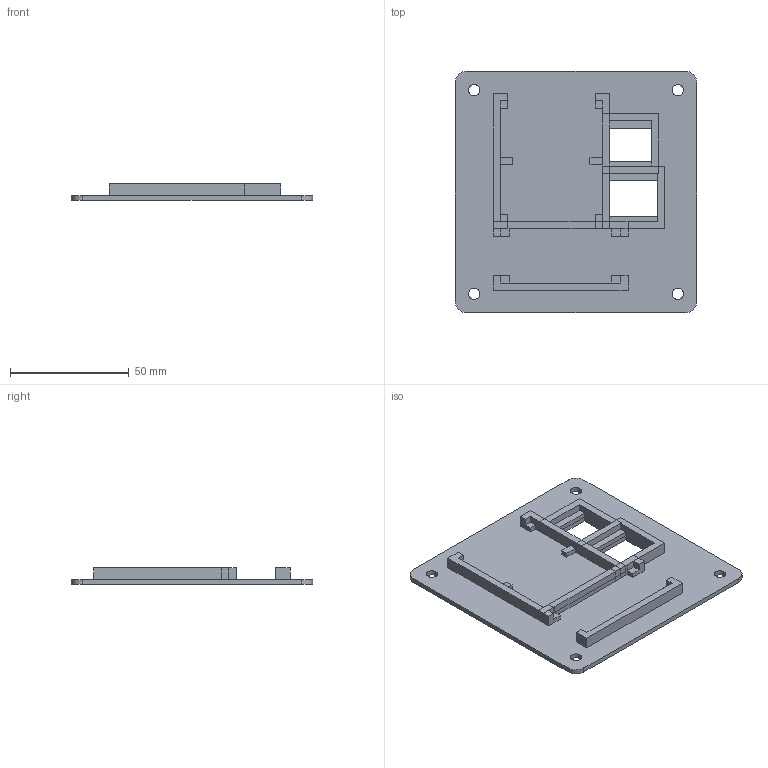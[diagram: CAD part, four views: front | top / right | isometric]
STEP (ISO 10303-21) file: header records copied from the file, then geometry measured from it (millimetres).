
FILE_DESCRIPTION(/* description */ (''),/* implementation_level */ '2;1');
FILE_NAME(/* name */ 'alt',/* time_stamp */ '2016-01-31T16:48:41-05:00',/* author */ (''),/* organization */ (''),/* preprocessor_version */ 'ST-DEVELOPER v15',/* originating_system */ '',/* authorisation */ '');
FILE_SCHEMA (('AUTOMOTIVE_DESIGN'));
Length unit declared in the file: millimetre
Products named in the file (1): Document
Bounding box: 101.6 x 101.6 x 7 mm (x, y, z)
Volume: 25050.8 mm3; surface area: 23916 mm2
Topology: 1 solids, 1 shells, 151 faces, 375 edges, 226 vertices
Faces by surface type: plane 135, bspline 16
Entity records: 3817 total; most frequent: CARTESIAN_POINT 1289, ORIENTED_EDGE 750, EDGE_CURVE 375, B_SPLINE_CURVE_WITH_KNOTS 327, VERTEX_POINT 226, EDGE_LOOP 163, ADVANCED_FACE 151, FACE_OUTER_BOUND 151
